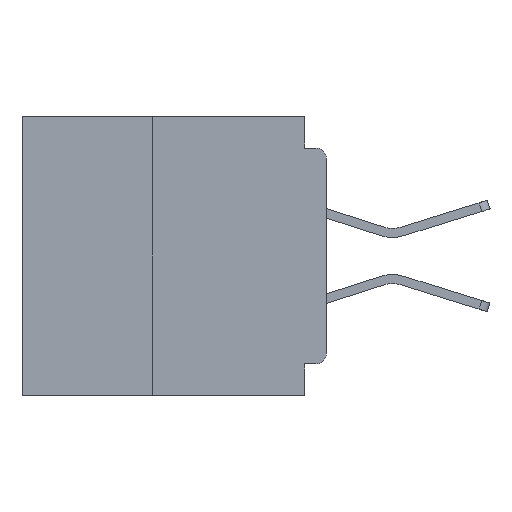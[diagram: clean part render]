
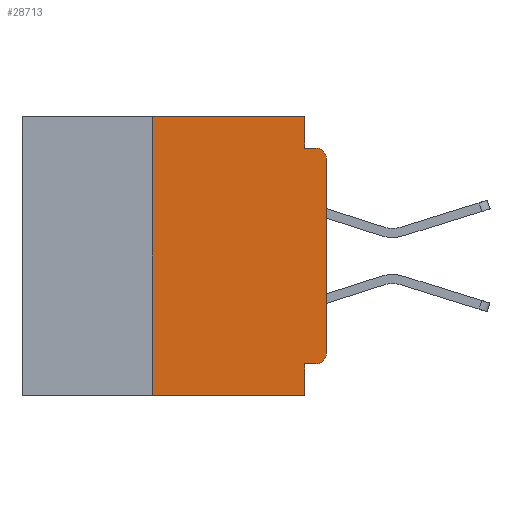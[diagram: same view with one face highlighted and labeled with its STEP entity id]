
A CAD part, left-side view. The second image highlights one B-rep face of the part: STEP entity #28713.
In plain terms, the highlighted planar face has unit normal (-1, 0, 0).
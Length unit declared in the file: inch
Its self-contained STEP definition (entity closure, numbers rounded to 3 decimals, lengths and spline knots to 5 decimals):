
#1594 = VECTOR ( 'NONE', #6691, 39.37008 ) ;
#2233 = EDGE_CURVE ( 'NONE', #32140, #27154, #11601, .T. ) ;
#2709 = CARTESIAN_POINT ( 'NONE',  ( 0., 0.437, -0.4 ) ) ;
#3503 = CIRCLE ( 'NONE', #35307, 0.015 ) ;
#3534 = DIRECTION ( 'NONE',  ( 0., 0., -1. ) ) ;
#4409 = ORIENTED_EDGE ( 'NONE', *, *, #30258, .F. ) ;
#4559 = VERTEX_POINT ( 'NONE', #11887 ) ;
#5513 = DIRECTION ( 'NONE',  ( 0., 0., -1. ) ) ;
#5517 = CARTESIAN_POINT ( 'NONE',  ( 0., 0., -0.355 ) ) ;
#5545 = CARTESIAN_POINT ( 'NONE',  ( 0., 0.015, -0.06 ) ) ;
#5634 = LINE ( 'NONE', #9523, #12536 ) ;
#6114 = CARTESIAN_POINT ( 'NONE',  ( 0., 0.031, -0.4 ) ) ;
#6262 = EDGE_CURVE ( 'NONE', #26567, #27154, #25649, .T. ) ;
#6397 = CARTESIAN_POINT ( 'NONE',  ( 0., 0.437, 0. ) ) ;
#6691 = DIRECTION ( 'NONE',  ( 0., 0., 1. ) ) ;
#6833 = VECTOR ( 'NONE', #8501, 39.37008 ) ;
#6954 = DIRECTION ( 'NONE',  ( 0., 0., -1. ) ) ;
#7654 = EDGE_CURVE ( 'NONE', #4559, #20239, #19164, .T. ) ;
#8000 = CARTESIAN_POINT ( 'NONE',  ( 0., 0., 0. ) ) ;
#8034 = DIRECTION ( 'NONE',  ( 0., -1., 0. ) ) ;
#8164 = ORIENTED_EDGE ( 'NONE', *, *, #7654, .F. ) ;
#8501 = DIRECTION ( 'NONE',  ( 0., 1., 0. ) ) ;
#8541 = DIRECTION ( 'NONE',  ( 0., 0., -1. ) ) ;
#8777 = VERTEX_POINT ( 'NONE', #35968 ) ;
#9272 = VECTOR ( 'NONE', #5513, 39.37008 ) ;
#9523 = CARTESIAN_POINT ( 'NONE',  ( 0., 0., -0.045 ) ) ;
#9574 = EDGE_LOOP ( 'NONE', ( #10846, #34196, #33779, #4409, #8164, #13199, #24297, #13136, #37337, #20234 ) ) ;
#10846 = ORIENTED_EDGE ( 'NONE', *, *, #16508, .T. ) ;
#10936 = DIRECTION ( 'NONE',  ( 0., 0., 1. ) ) ;
#11601 = LINE ( 'NONE', #2709, #21140 ) ;
#11887 = CARTESIAN_POINT ( 'NONE',  ( 0., 0.25, 0. ) ) ;
#12536 = VECTOR ( 'NONE', #29723, 39.37008 ) ;
#12929 = CARTESIAN_POINT ( 'NONE',  ( 0., 0.031, 0. ) ) ;
#13136 = ORIENTED_EDGE ( 'NONE', *, *, #6262, .F. ) ;
#13199 = ORIENTED_EDGE ( 'NONE', *, *, #34016, .F. ) ;
#13763 = DIRECTION ( 'NONE',  ( -1., 0., 0. ) ) ;
#13837 = EDGE_CURVE ( 'NONE', #19270, #26567, #14600, .T. ) ;
#14600 = LINE ( 'NONE', #5517, #6833 ) ;
#14773 = FACE_OUTER_BOUND ( 'NONE', #9574, .T. ) ;
#16176 = VERTEX_POINT ( 'NONE', #20734 ) ;
#16346 = LINE ( 'NONE', #27029, #1594 ) ;
#16508 = EDGE_CURVE ( 'NONE', #16176, #8777, #17614, .T. ) ;
#17614 = LINE ( 'NONE', #8000, #31068 ) ;
#18128 = PLANE ( 'NONE',  #24723 ) ;
#18384 = CIRCLE ( 'NONE', #24771, 0.015 ) ;
#18460 = LINE ( 'NONE', #27273, #25261 ) ;
#19164 = LINE ( 'NONE', #25134, #33439 ) ;
#19270 = VERTEX_POINT ( 'NONE', #34662 ) ;
#20234 = ORIENTED_EDGE ( 'NONE', *, *, #31177, .T. ) ;
#20239 = VERTEX_POINT ( 'NONE', #12929 ) ;
#20734 = CARTESIAN_POINT ( 'NONE',  ( 0., 0., -0.34 ) ) ;
#21038 = DIRECTION ( 'NONE',  ( 1., 0., 0. ) ) ;
#21140 = VECTOR ( 'NONE', #8034, 39.37008 ) ;
#21602 = EDGE_CURVE ( 'NONE', #8777, #25275, #3503, .T. ) ;
#22330 = VERTEX_POINT ( 'NONE', #31439 ) ;
#24297 = ORIENTED_EDGE ( 'NONE', *, *, #2233, .T. ) ;
#24723 = AXIS2_PLACEMENT_3D ( 'NONE', #6397, #21038, #3534 ) ;
#24771 = AXIS2_PLACEMENT_3D ( 'NONE', #30996, #13763, #33820 ) ;
#25134 = CARTESIAN_POINT ( 'NONE',  ( 0., 0.437, 0. ) ) ;
#25261 = VECTOR ( 'NONE', #6954, 39.37008 ) ;
#25275 = VERTEX_POINT ( 'NONE', #34318 ) ;
#25649 = LINE ( 'NONE', #6114, #9272 ) ;
#25943 = DIRECTION ( 'NONE',  ( -1., 0., 0. ) ) ;
#26567 = VERTEX_POINT ( 'NONE', #31165 ) ;
#27029 = CARTESIAN_POINT ( 'NONE',  ( 0., 0.25, -0.4 ) ) ;
#27138 = CARTESIAN_POINT ( 'NONE',  ( 0., 0.25, -0.4 ) ) ;
#27154 = VERTEX_POINT ( 'NONE', #36104 ) ;
#27273 = CARTESIAN_POINT ( 'NONE',  ( 0., 0.031, 0. ) ) ;
#27993 = DIRECTION ( 'NONE',  ( 0., -1., 0. ) ) ;
#28108 = EDGE_CURVE ( 'NONE', #22330, #25275, #5634, .T. ) ;
#28713 = ADVANCED_FACE ( 'NONE', ( #14773 ), #18128, .F. ) ;
#29723 = DIRECTION ( 'NONE',  ( 0., -1., 0. ) ) ;
#30258 = EDGE_CURVE ( 'NONE', #20239, #22330, #18460, .T. ) ;
#30996 = CARTESIAN_POINT ( 'NONE',  ( 0., 0.015, -0.34 ) ) ;
#31068 = VECTOR ( 'NONE', #10936, 39.37008 ) ;
#31165 = CARTESIAN_POINT ( 'NONE',  ( 0., 0.031, -0.355 ) ) ;
#31177 = EDGE_CURVE ( 'NONE', #19270, #16176, #18384, .T. ) ;
#31439 = CARTESIAN_POINT ( 'NONE',  ( 0., 0.031, -0.045 ) ) ;
#32140 = VERTEX_POINT ( 'NONE', #27138 ) ;
#33439 = VECTOR ( 'NONE', #27993, 39.37008 ) ;
#33779 = ORIENTED_EDGE ( 'NONE', *, *, #28108, .F. ) ;
#33820 = DIRECTION ( 'NONE',  ( 0., 0., -1. ) ) ;
#34016 = EDGE_CURVE ( 'NONE', #32140, #4559, #16346, .T. ) ;
#34196 = ORIENTED_EDGE ( 'NONE', *, *, #21602, .T. ) ;
#34318 = CARTESIAN_POINT ( 'NONE',  ( 0., 0.015, -0.045 ) ) ;
#34662 = CARTESIAN_POINT ( 'NONE',  ( 0., 0.015, -0.355 ) ) ;
#35307 = AXIS2_PLACEMENT_3D ( 'NONE', #5545, #25943, #8541 ) ;
#35968 = CARTESIAN_POINT ( 'NONE',  ( 0., 0., -0.06 ) ) ;
#36104 = CARTESIAN_POINT ( 'NONE',  ( 0., 0.031, -0.4 ) ) ;
#37337 = ORIENTED_EDGE ( 'NONE', *, *, #13837, .F. ) ;
